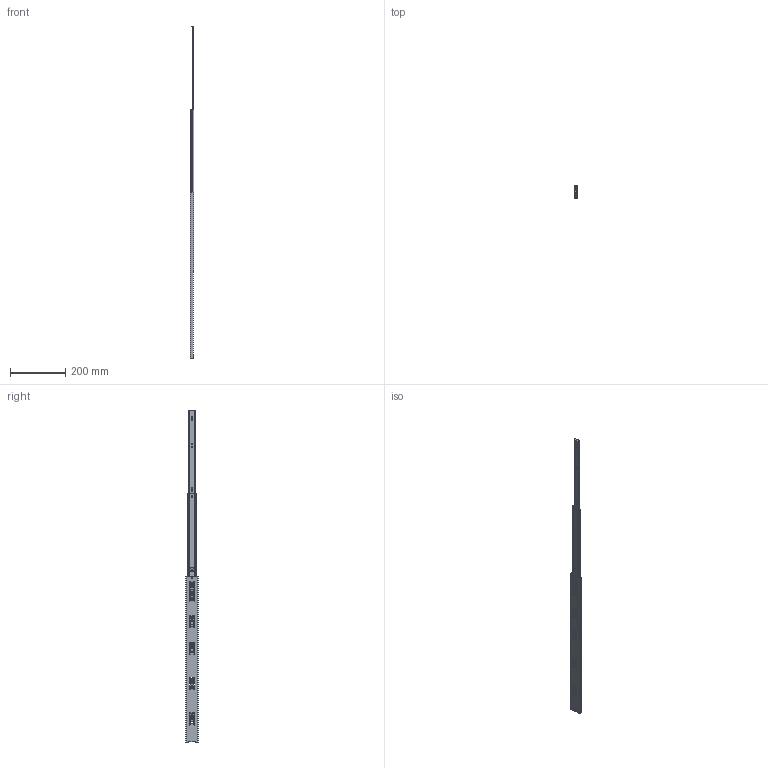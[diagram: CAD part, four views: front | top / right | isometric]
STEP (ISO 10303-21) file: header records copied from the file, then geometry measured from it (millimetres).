
FILE_DESCRIPTION (( 'STEP AP214' ), '1' );
FILE_NAME ('3045-600-Rollco.step', '2023-11-07T13:06:55', ( '' ), ( '' ), 'SwSTEP 2.0', 'SolidWorks 2010', '' );
FILE_SCHEMA (( 'AUTOMOTIVE_DESIGN' ));
Length unit declared in the file: millimetre
Products named in the file (4): Slide-Outer-3045-600-Rollco_3045-600-Rollco; Slide-Middle-3045-600-Rollco_3045-600-Rollco; Slide-Inner-3045-600-Rollco_3045-600-Rollco; 3045-600-Rollco
Assembly tree (3 placements, depth 2):
  3045-600-Rollco
    Slide-Outer-3045-600-Rollco_3045-600-Rollco
    Slide-Middle-3045-600-Rollco_3045-600-Rollco
    Slide-Inner-3045-600-Rollco_3045-600-Rollco
Bounding box: 12.7 x 45.3 x 1200 mm (x, y, z)
Volume: 115983.8 mm3; surface area: 187531 mm2
Topology: 3 solids, 3 shells, 265 faces, 768 edges, 510 vertices
Faces by surface type: cylinder 154, plane 111
Entity records: 12063 total; most frequent: DIRECTION 1622, CARTESIAN_POINT 1549, ORIENTED_EDGE 1536, EDGE_CURVE 768, AXIS2_PLACEMENT_3D 583, VERTEX_POINT 510, LINE 456, VECTOR 456
